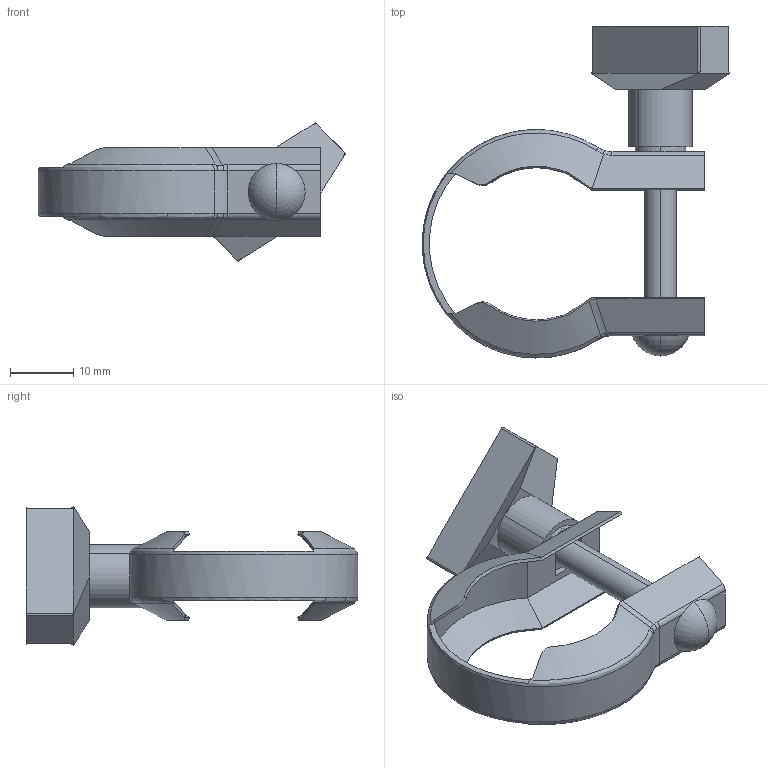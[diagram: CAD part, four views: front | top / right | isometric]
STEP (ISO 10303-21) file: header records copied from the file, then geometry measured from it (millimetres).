
FILE_DESCRIPTION (( 'STEP AP214' ), '1' );
FILE_NAME ('120BSG016.stp', '2019-02-11T07:44:27', ( '' ), ( '' ), 'SwSTEP 2.0', 'SolidWorks 2015', '' );
FILE_SCHEMA (( 'AUTOMOTIVE_DESIGN' ));
Length unit declared in the file: millimetre
Products named in the file (1): 120BSG016
Bounding box: 48.44 x 52.3 x 21.78 mm (x, y, z)
Volume: 4493.1 mm3; surface area: 6395.9 mm2
Topology: 4 solids, 4 shells, 131 faces, 331 edges, 210 vertices
Faces by surface type: plane 65, bspline 40, cylinder 22, cone 2, torus 2
Entity records: 10528 total; most frequent: CARTESIAN_POINT 6223, ORIENTED_EDGE 658, DIRECTION 454, EDGE_CURVE 329, VERTEX_POINT 210, VECTOR 152, LINE 152, AXIS2_PLACEMENT_3D 151
